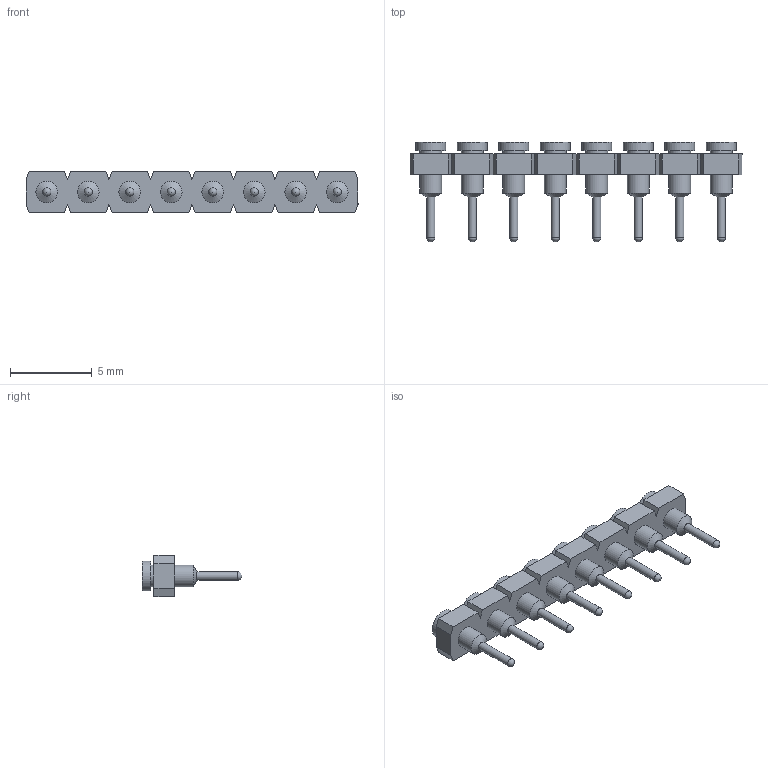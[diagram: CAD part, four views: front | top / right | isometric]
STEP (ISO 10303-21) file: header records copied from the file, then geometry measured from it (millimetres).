
FILE_DESCRIPTION(/* description */ ('STEP AP214'),/* implementation_level */ '2;1');
FILE_NAME(/* name */ 'SL-108-G-11',/* time_stamp */ '2025-02-26T01:15:48+01:00',/* author */ ('License CC BY-ND 4.0'),/* organization */ ('CADENAS'),/* preprocessor_version */ 'ST-DEVELOPER v19.3',/* originating_system */ 'PARTsolutions',/* authorisation */ ' ');
FILE_SCHEMA (('AUTOMOTIVE_DESIGN {1 0 10303 214 3 1 1}'));
Length unit declared in the file: inch
Products named in the file (3): SL-108-G-11; SL-108_socket; SC-4P1_pins
Assembly tree (9 placements, depth 2):
  SL-108-G-11
    SL-108_socket
    SC-4P1_pins  x8
Bounding box: 20.32 x 6.1 x 2.54 mm (x, y, z)
Volume: 76.9 mm3; surface area: 456.5 mm2
Topology: 9 solids, 9 shells, 188 faces, 414 edges, 268 vertices
Faces by surface type: plane 92, cylinder 56, cone 32, sphere 8
Full cylindrical faces by diameter (mm): 0.508 x8, 0.914 x8, 1.016 x8, 1.321 x24, 1.829 x8
Entity records: 2394 total; most frequent: CARTESIAN_POINT 399, DIRECTION 384, ORIENTED_EDGE 362, EDGE_CURVE 181, LINE 150, VECTOR 150, VERTEX_POINT 132, AXIS2_PLACEMENT_3D 117
